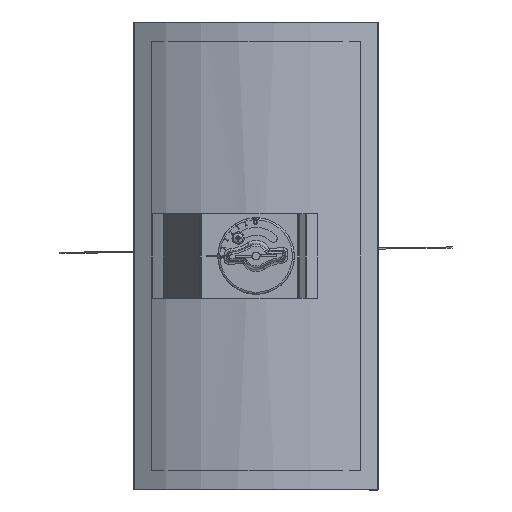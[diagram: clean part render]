
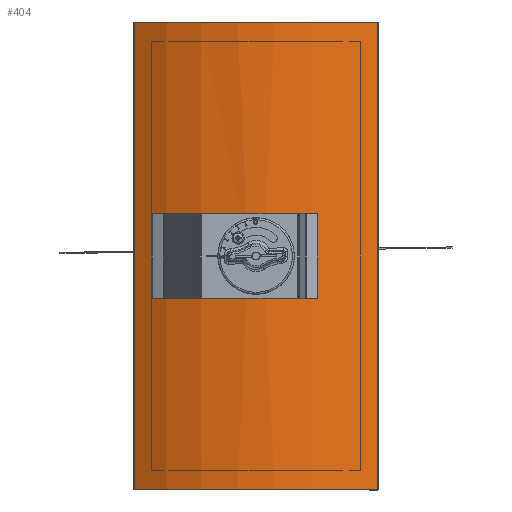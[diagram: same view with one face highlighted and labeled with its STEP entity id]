
A CAD part, left-side view. The second image highlights one B-rep face of the part: STEP entity #404.
In plain terms, the highlighted cylindrical face has radius 164.4 mm (diameter 328.8 mm), a partial arc.
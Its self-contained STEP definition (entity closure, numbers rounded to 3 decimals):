
#205=CARTESIAN_POINT('',(-164.4,0.,6.));
#206=VERTEX_POINT('',#205);
#214=CARTESIAN_POINT('',(-164.4,0.,6.));
#215=CARTESIAN_POINT('',(-164.4,-1.73,6.));
#216=CARTESIAN_POINT('',(-164.368,-3.445,5.213));
#217=CARTESIAN_POINT('',(-164.336,-4.57,3.904));
#218=CARTESIAN_POINT('',(-164.305,-5.689,2.601));
#219=CARTESIAN_POINT('',(-164.283,-6.206,0.803));
#220=CARTESIAN_POINT('',(-164.292,-5.95,-0.894));
#221=CARTESIAN_POINT('',(-164.302,-5.694,-2.587));
#222=CARTESIAN_POINT('',(-164.34,-4.673,-4.15));
#223=CARTESIAN_POINT('',(-164.368,-3.224,-5.067));
#224=CARTESIAN_POINT('',(-164.397,-1.78,-5.98));
#225=CARTESIAN_POINT('',(-164.408,0.064,-6.237));
#226=CARTESIAN_POINT('',(-164.391,1.704,-5.754));
#227=CARTESIAN_POINT('',(-164.374,3.358,-5.268));
#228=CARTESIAN_POINT('',(-164.332,4.776,-4.035));
#229=CARTESIAN_POINT('',(-164.308,5.485,-2.468));
#230=CARTESIAN_POINT('',(-164.285,6.188,-0.912));
#231=CARTESIAN_POINT('',(-164.285,6.183,0.946));
#232=CARTESIAN_POINT('',(-164.309,5.471,2.498));
#233=CARTESIAN_POINT('',(-164.333,4.757,4.054));
#234=CARTESIAN_POINT('',(-164.374,3.343,5.275));
#235=CARTESIAN_POINT('',(-164.391,1.696,5.757));
#236=CARTESIAN_POINT('',(-164.397,1.146,5.918));
#237=CARTESIAN_POINT('',(-164.4,0.573,6.));
#238=CARTESIAN_POINT('',(-164.4,0.,6.));
#239=B_SPLINE_CURVE_WITH_KNOTS('',3,(#214,#215,#216,#217,#218,#219,#220,#221,#222,#223,#224,#225,#226,#227,#228,#229,#230,#231,#232,#233,#234,#235,#236,#237,#238),.UNSPECIFIED.,.T.,.U.,(4,3,3,3,3,3,3,3,4),(-3.142,-2.279,-1.421,-0.565,0.287,1.147,2.,2.856,3.142),.UNSPECIFIED.);
#240=EDGE_CURVE('',#206,#206,#239,.T.);
#262=CARTESIAN_POINT('',(-134.865,94.015,180.));
#263=VERTEX_POINT('',#262);
#270=CARTESIAN_POINT('',(-134.865,-94.015,180.));
#271=VERTEX_POINT('',#270);
#272=CARTESIAN_POINT('',(0.,0.,180.));
#273=DIRECTION('',(0.,0.,1.0));
#274=DIRECTION('',(-0.82,0.572,0.));
#275=AXIS2_PLACEMENT_3D('',#272,#273,#274);
#276=CIRCLE('',#275,164.4);
#277=EDGE_CURVE('',#263,#271,#276,.T.);
#301=CARTESIAN_POINT('',(-134.865,94.015,-180.0));
#302=VERTEX_POINT('',#301);
#309=CARTESIAN_POINT('',(-134.865,94.015,-180.0));
#310=DIRECTION('',(0.0,0.0,1.0));
#311=VECTOR('',#310,360.);
#312=LINE('',#309,#311);
#313=EDGE_CURVE('',#302,#263,#312,.T.);
#333=CARTESIAN_POINT('',(-134.865,-94.015,-180.0));
#334=VERTEX_POINT('',#333);
#341=CARTESIAN_POINT('',(0.,0.,-180.));
#342=DIRECTION('',(0.,0.,1.0));
#343=DIRECTION('',(-0.82,0.572,0.));
#344=AXIS2_PLACEMENT_3D('',#341,#342,#343);
#345=CIRCLE('',#344,164.4);
#346=EDGE_CURVE('',#302,#334,#345,.T.);
#364=CARTESIAN_POINT('',(-134.865,-94.015,-180.0));
#365=DIRECTION('',(0.0,0.0,1.0));
#366=VECTOR('',#365,360.0);
#367=LINE('',#364,#366);
#368=EDGE_CURVE('',#334,#271,#367,.T.);
#390=CARTESIAN_POINT('',(0.,0.,0.));
#391=DIRECTION('',(0.,0.,1.0));
#392=DIRECTION('',(-0.82,0.572,0.0));
#393=AXIS2_PLACEMENT_3D('',#390,#391,#392);
#394=CYLINDRICAL_SURFACE('',#393,164.4);
#395=ORIENTED_EDGE('',*,*,#240,.T.);
#396=EDGE_LOOP('',(#395));
#397=FACE_OUTER_BOUND('',#396,.T.);
#398=ORIENTED_EDGE('',*,*,#368,.T.);
#399=ORIENTED_EDGE('',*,*,#277,.F.);
#400=ORIENTED_EDGE('',*,*,#313,.F.);
#401=ORIENTED_EDGE('',*,*,#346,.T.);
#402=EDGE_LOOP('',(#398,#399,#400,#401));
#403=FACE_BOUND('',#402,.T.);
#404=ADVANCED_FACE('',(#397,#403),#394,.T.);
